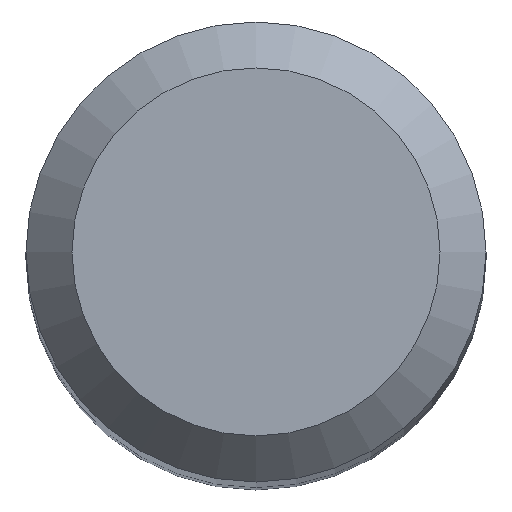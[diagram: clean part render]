
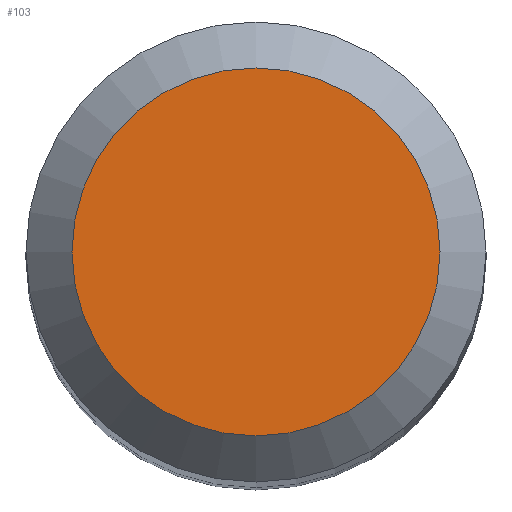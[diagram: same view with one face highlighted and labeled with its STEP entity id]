
A CAD part, top view. The second image highlights one B-rep face of the part: STEP entity #103.
In plain terms, the highlighted planar face has unit normal (0, 0, 1).
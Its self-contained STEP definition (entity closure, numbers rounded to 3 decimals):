
#19 = CIRCLE ( 'NONE', #137, 3.2 ) ;
#20 = DIRECTION ( 'NONE',  ( 0., 1., 0. ) ) ;
#34 = EDGE_CURVE ( 'NONE', #40, #40, #19, .T. ) ;
#40 = VERTEX_POINT ( 'NONE', #189 ) ;
#46 = AXIS2_PLACEMENT_3D ( 'NONE', #165, #108, #143 ) ;
#71 = FACE_OUTER_BOUND ( 'NONE', #139, .T. ) ;
#103 = ADVANCED_FACE ( 'NONE', ( #71 ), #104, .F. ) ;
#104 = PLANE ( 'NONE',  #46 ) ;
#108 = DIRECTION ( 'NONE',  ( 0., 0., -1. ) ) ;
#116 = ORIENTED_EDGE ( 'NONE', *, *, #34, .F. ) ;
#137 = AXIS2_PLACEMENT_3D ( 'NONE', #164, #182, #20 ) ;
#139 = EDGE_LOOP ( 'NONE', ( #116 ) ) ;
#143 = DIRECTION ( 'NONE',  ( 0., 1., 0. ) ) ;
#164 = CARTESIAN_POINT ( 'NONE',  ( 0., 0., 80. ) ) ;
#165 = CARTESIAN_POINT ( 'NONE',  ( 0., 0., 80. ) ) ;
#182 = DIRECTION ( 'NONE',  ( 0., 0., -1. ) ) ;
#189 = CARTESIAN_POINT ( 'NONE',  ( 0., 3.2, 80. ) ) ;
